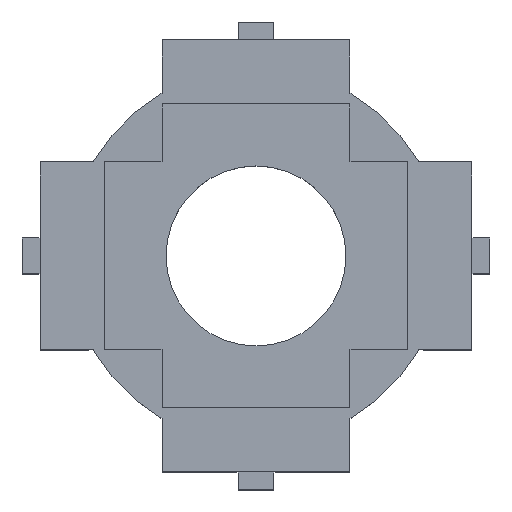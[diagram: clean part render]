
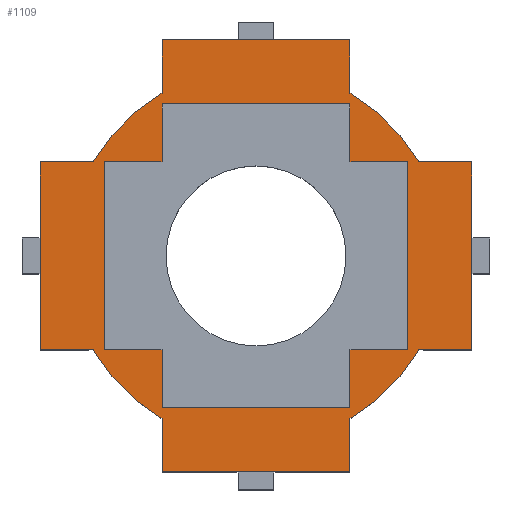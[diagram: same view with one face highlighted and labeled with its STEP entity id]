
A CAD part, top view. The second image highlights one B-rep face of the part: STEP entity #1109.
In plain terms, the highlighted planar face has unit normal (0, 0, 1).
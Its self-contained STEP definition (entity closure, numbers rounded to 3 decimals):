
#16=FACE_BOUND('',#140,.T.);
#29=PLANE('',#1177);
#81=FACE_OUTER_BOUND('',#139,.T.);
#139=EDGE_LOOP('',(#840,#841,#842,#843,#844,#845,#846,#847,#848,#849,#850,
#851,#852,#853,#854,#855));
#140=EDGE_LOOP('',(#856,#857,#858,#859,#860,#861,#862,#863,#864,#865,#866,
#867));
#196=CIRCLE('',#1178,4.7);
#197=CIRCLE('',#1179,4.7);
#198=CIRCLE('',#1180,4.7);
#199=CIRCLE('',#1181,4.7);
#225=LINE('',#1591,#367);
#229=LINE('',#1599,#371);
#241=LINE('',#1623,#383);
#245=LINE('',#1631,#387);
#248=LINE('',#1637,#390);
#259=LINE('',#1658,#401);
#262=LINE('',#1666,#404);
#263=LINE('',#1667,#405);
#264=LINE('',#1671,#406);
#265=LINE('',#1672,#407);
#266=LINE('',#1676,#408);
#267=LINE('',#1677,#409);
#268=LINE('',#1681,#410);
#269=LINE('',#1683,#411);
#270=LINE('',#1685,#412);
#271=LINE('',#1687,#413);
#272=LINE('',#1689,#414);
#273=LINE('',#1691,#415);
#274=LINE('',#1693,#416);
#275=LINE('',#1695,#417);
#276=LINE('',#1697,#418);
#277=LINE('',#1699,#419);
#278=LINE('',#1701,#420);
#279=LINE('',#1702,#421);
#367=VECTOR('',#1281,10.);
#371=VECTOR('',#1287,10.);
#383=VECTOR('',#1303,10.);
#387=VECTOR('',#1309,10.);
#390=VECTOR('',#1314,1.);
#401=VECTOR('',#1329,10.);
#404=VECTOR('',#1336,10.);
#405=VECTOR('',#1337,1.);
#406=VECTOR('',#1340,10.);
#407=VECTOR('',#1341,1.);
#408=VECTOR('',#1344,10.);
#409=VECTOR('',#1345,1.);
#410=VECTOR('',#1348,10.);
#411=VECTOR('',#1349,10.);
#412=VECTOR('',#1350,10.);
#413=VECTOR('',#1351,10.);
#414=VECTOR('',#1352,10.);
#415=VECTOR('',#1353,10.);
#416=VECTOR('',#1354,10.);
#417=VECTOR('',#1355,10.);
#418=VECTOR('',#1356,10.);
#419=VECTOR('',#1357,10.);
#420=VECTOR('',#1358,10.);
#421=VECTOR('',#1359,10.);
#515=VERTEX_POINT('',#1588);
#516=VERTEX_POINT('',#1590);
#518=VERTEX_POINT('',#1596);
#519=VERTEX_POINT('',#1598);
#528=VERTEX_POINT('',#1620);
#529=VERTEX_POINT('',#1622);
#531=VERTEX_POINT('',#1628);
#532=VERTEX_POINT('',#1630);
#534=VERTEX_POINT('',#1636);
#542=VERTEX_POINT('',#1657);
#544=VERTEX_POINT('',#1663);
#545=VERTEX_POINT('',#1665);
#546=VERTEX_POINT('',#1668);
#547=VERTEX_POINT('',#1670);
#548=VERTEX_POINT('',#1673);
#549=VERTEX_POINT('',#1675);
#550=VERTEX_POINT('',#1679);
#551=VERTEX_POINT('',#1680);
#552=VERTEX_POINT('',#1682);
#553=VERTEX_POINT('',#1684);
#554=VERTEX_POINT('',#1686);
#555=VERTEX_POINT('',#1688);
#556=VERTEX_POINT('',#1690);
#557=VERTEX_POINT('',#1692);
#558=VERTEX_POINT('',#1694);
#559=VERTEX_POINT('',#1696);
#560=VERTEX_POINT('',#1698);
#561=VERTEX_POINT('',#1700);
#625=EDGE_CURVE('',#516,#515,#225,.T.);
#629=EDGE_CURVE('',#519,#518,#229,.T.);
#641=EDGE_CURVE('',#529,#528,#241,.T.);
#645=EDGE_CURVE('',#532,#531,#245,.T.);
#648=EDGE_CURVE('',#534,#519,#248,.T.);
#659=EDGE_CURVE('',#534,#542,#259,.T.);
#662=EDGE_CURVE('',#544,#518,#196,.T.);
#663=EDGE_CURVE('',#545,#544,#262,.T.);
#664=EDGE_CURVE('',#545,#516,#263,.T.);
#665=EDGE_CURVE('',#546,#515,#197,.T.);
#666=EDGE_CURVE('',#547,#546,#264,.T.);
#667=EDGE_CURVE('',#547,#529,#265,.T.);
#668=EDGE_CURVE('',#548,#528,#198,.T.);
#669=EDGE_CURVE('',#549,#548,#266,.T.);
#670=EDGE_CURVE('',#549,#532,#267,.T.);
#671=EDGE_CURVE('',#542,#531,#199,.T.);
#672=EDGE_CURVE('',#550,#551,#268,.T.);
#673=EDGE_CURVE('',#551,#552,#269,.T.);
#674=EDGE_CURVE('',#552,#553,#270,.T.);
#675=EDGE_CURVE('',#553,#554,#271,.T.);
#676=EDGE_CURVE('',#554,#555,#272,.T.);
#677=EDGE_CURVE('',#555,#556,#273,.T.);
#678=EDGE_CURVE('',#556,#557,#274,.T.);
#679=EDGE_CURVE('',#557,#558,#275,.T.);
#680=EDGE_CURVE('',#558,#559,#276,.T.);
#681=EDGE_CURVE('',#559,#560,#277,.T.);
#682=EDGE_CURVE('',#560,#561,#278,.T.);
#683=EDGE_CURVE('',#561,#550,#279,.T.);
#840=ORIENTED_EDGE('',*,*,#648,.T.);
#841=ORIENTED_EDGE('',*,*,#629,.T.);
#842=ORIENTED_EDGE('',*,*,#662,.F.);
#843=ORIENTED_EDGE('',*,*,#663,.F.);
#844=ORIENTED_EDGE('',*,*,#664,.T.);
#845=ORIENTED_EDGE('',*,*,#625,.T.);
#846=ORIENTED_EDGE('',*,*,#665,.F.);
#847=ORIENTED_EDGE('',*,*,#666,.F.);
#848=ORIENTED_EDGE('',*,*,#667,.T.);
#849=ORIENTED_EDGE('',*,*,#641,.T.);
#850=ORIENTED_EDGE('',*,*,#668,.F.);
#851=ORIENTED_EDGE('',*,*,#669,.F.);
#852=ORIENTED_EDGE('',*,*,#670,.T.);
#853=ORIENTED_EDGE('',*,*,#645,.T.);
#854=ORIENTED_EDGE('',*,*,#671,.F.);
#855=ORIENTED_EDGE('',*,*,#659,.F.);
#856=ORIENTED_EDGE('',*,*,#672,.T.);
#857=ORIENTED_EDGE('',*,*,#673,.T.);
#858=ORIENTED_EDGE('',*,*,#674,.T.);
#859=ORIENTED_EDGE('',*,*,#675,.T.);
#860=ORIENTED_EDGE('',*,*,#676,.T.);
#861=ORIENTED_EDGE('',*,*,#677,.T.);
#862=ORIENTED_EDGE('',*,*,#678,.T.);
#863=ORIENTED_EDGE('',*,*,#679,.T.);
#864=ORIENTED_EDGE('',*,*,#680,.T.);
#865=ORIENTED_EDGE('',*,*,#681,.T.);
#866=ORIENTED_EDGE('',*,*,#682,.T.);
#867=ORIENTED_EDGE('',*,*,#683,.T.);
#1109=ADVANCED_FACE('',(#81,#16),#29,.F.);
#1177=AXIS2_PLACEMENT_3D('',#1662,#1332,#1333);
#1178=AXIS2_PLACEMENT_3D('',#1664,#1334,#1335);
#1179=AXIS2_PLACEMENT_3D('',#1669,#1338,#1339);
#1180=AXIS2_PLACEMENT_3D('',#1674,#1342,#1343);
#1181=AXIS2_PLACEMENT_3D('',#1678,#1346,#1347);
#1281=DIRECTION('',(0.,1.,0.));
#1287=DIRECTION('',(1.,0.,0.));
#1303=DIRECTION('',(-1.,0.,0.));
#1309=DIRECTION('',(0.,-1.,0.));
#1314=DIRECTION('',(0.,-1.,0.));
#1329=DIRECTION('',(1.,0.,0.));
#1332=DIRECTION('center_axis',(0.,0.,-1.));
#1333=DIRECTION('ref_axis',(-1.,0.,0.));
#1334=DIRECTION('center_axis',(0.,0.,-1.));
#1335=DIRECTION('ref_axis',(-1.,0.,0.));
#1336=DIRECTION('',(0.,1.,0.));
#1337=DIRECTION('',(1.,0.,0.));
#1338=DIRECTION('center_axis',(0.,0.,-1.));
#1339=DIRECTION('ref_axis',(-1.,0.,0.));
#1340=DIRECTION('',(-1.,0.,0.));
#1341=DIRECTION('',(0.,1.,0.));
#1342=DIRECTION('center_axis',(0.,0.,-1.));
#1343=DIRECTION('ref_axis',(-1.,0.,0.));
#1344=DIRECTION('',(0.,-1.,0.));
#1345=DIRECTION('',(-1.,0.,0.));
#1346=DIRECTION('center_axis',(0.,0.,-1.));
#1347=DIRECTION('ref_axis',(-1.,0.,0.));
#1348=DIRECTION('',(-1.,0.,0.));
#1349=DIRECTION('',(0.,1.,0.));
#1350=DIRECTION('',(1.,0.,0.));
#1351=DIRECTION('',(0.,1.,0.));
#1352=DIRECTION('',(1.,0.,0.));
#1353=DIRECTION('',(0.,-1.,0.));
#1354=DIRECTION('',(1.,0.,0.));
#1355=DIRECTION('',(0.,-1.,0.));
#1356=DIRECTION('',(-1.,0.,0.));
#1357=DIRECTION('',(0.,-1.,0.));
#1358=DIRECTION('',(-1.,0.,0.));
#1359=DIRECTION('',(0.,1.,0.));
#1588=CARTESIAN_POINT('',(3120.853,1446.757,4.703));
#1590=CARTESIAN_POINT('',(3120.853,1445.427,4.703));
#1591=CARTESIAN_POINT('',(3120.853,1445.327,4.703));
#1596=CARTESIAN_POINT('',(3114.432,1448.477,4.703));
#1598=CARTESIAN_POINT('',(3113.103,1448.477,4.703));
#1599=CARTESIAN_POINT('',(3113.003,1448.477,4.703));
#1620=CARTESIAN_POINT('',(3122.573,1453.177,4.703));
#1622=CARTESIAN_POINT('',(3123.903,1453.177,4.703));
#1623=CARTESIAN_POINT('',(3124.003,1453.177,4.703));
#1628=CARTESIAN_POINT('',(3116.153,1454.898,4.703));
#1630=CARTESIAN_POINT('',(3116.153,1456.227,4.703));
#1631=CARTESIAN_POINT('',(3116.153,1456.327,4.703));
#1636=CARTESIAN_POINT('',(3113.103,1453.177,4.703));
#1637=CARTESIAN_POINT('',(3113.103,1450.827,4.703));
#1657=CARTESIAN_POINT('',(3114.432,1453.177,4.703));
#1658=CARTESIAN_POINT('',(3113.003,1453.177,4.703));
#1662=CARTESIAN_POINT('Origin',(3118.503,1450.827,4.703));
#1663=CARTESIAN_POINT('',(3116.153,1446.757,4.703));
#1664=CARTESIAN_POINT('Origin',(3118.503,1450.827,4.703));
#1665=CARTESIAN_POINT('',(3116.153,1445.427,4.703));
#1666=CARTESIAN_POINT('',(3116.153,1445.327,4.703));
#1667=CARTESIAN_POINT('',(3118.503,1445.427,4.703));
#1668=CARTESIAN_POINT('',(3122.573,1448.477,4.703));
#1669=CARTESIAN_POINT('Origin',(3118.503,1450.827,4.703));
#1670=CARTESIAN_POINT('',(3123.903,1448.477,4.703));
#1671=CARTESIAN_POINT('',(3124.003,1448.477,4.703));
#1672=CARTESIAN_POINT('',(3123.903,1450.827,4.703));
#1673=CARTESIAN_POINT('',(3120.853,1454.898,4.703));
#1674=CARTESIAN_POINT('Origin',(3118.503,1450.827,4.703));
#1675=CARTESIAN_POINT('',(3120.853,1456.227,4.703));
#1676=CARTESIAN_POINT('',(3120.853,1456.327,4.703));
#1677=CARTESIAN_POINT('',(3118.503,1456.227,4.703));
#1678=CARTESIAN_POINT('Origin',(3118.503,1450.827,4.703));
#1679=CARTESIAN_POINT('',(3116.153,1448.477,4.703));
#1680=CARTESIAN_POINT('',(3114.703,1448.477,4.703));
#1681=CARTESIAN_POINT('',(3117.328,1448.477,4.703));
#1682=CARTESIAN_POINT('',(3114.703,1453.177,4.703));
#1683=CARTESIAN_POINT('',(3114.703,1449.652,4.703));
#1684=CARTESIAN_POINT('',(3116.153,1453.177,4.703));
#1685=CARTESIAN_POINT('',(3116.603,1453.177,4.703));
#1686=CARTESIAN_POINT('',(3116.153,1454.627,4.703));
#1687=CARTESIAN_POINT('',(3116.153,1452.002,4.703));
#1688=CARTESIAN_POINT('',(3120.853,1454.627,4.703));
#1689=CARTESIAN_POINT('',(3117.328,1454.627,4.703));
#1690=CARTESIAN_POINT('',(3120.853,1453.177,4.703));
#1691=CARTESIAN_POINT('',(3120.853,1452.727,4.703));
#1692=CARTESIAN_POINT('',(3122.303,1453.177,4.703));
#1693=CARTESIAN_POINT('',(3119.678,1453.177,4.703));
#1694=CARTESIAN_POINT('',(3122.303,1448.477,4.703));
#1695=CARTESIAN_POINT('',(3122.303,1452.002,4.703));
#1696=CARTESIAN_POINT('',(3120.853,1448.477,4.703));
#1697=CARTESIAN_POINT('',(3120.403,1448.477,4.703));
#1698=CARTESIAN_POINT('',(3120.853,1447.027,4.703));
#1699=CARTESIAN_POINT('',(3120.853,1449.652,4.703));
#1700=CARTESIAN_POINT('',(3116.153,1447.027,4.703));
#1701=CARTESIAN_POINT('',(3119.678,1447.027,4.703));
#1702=CARTESIAN_POINT('',(3116.153,1448.927,4.703));
